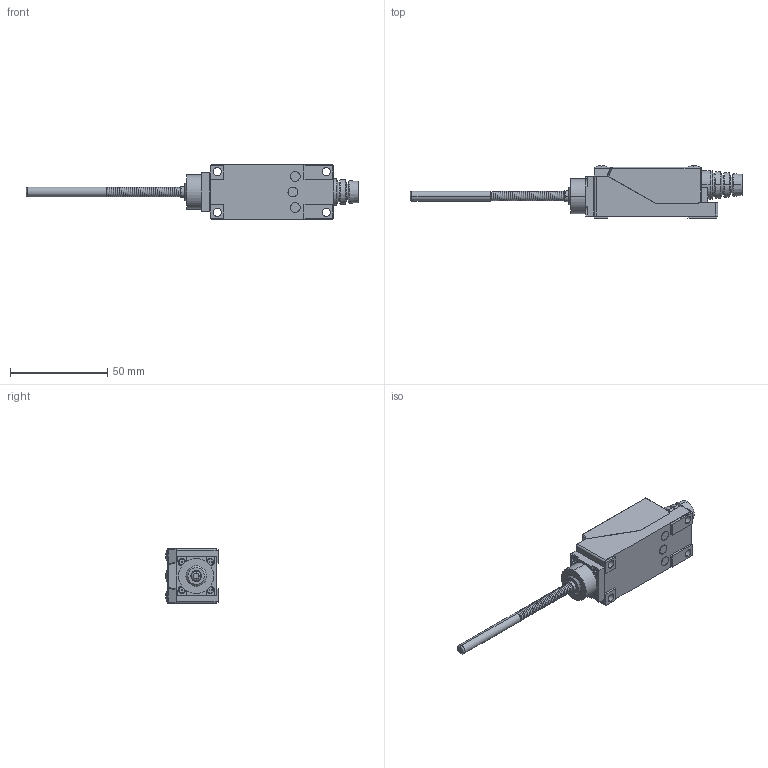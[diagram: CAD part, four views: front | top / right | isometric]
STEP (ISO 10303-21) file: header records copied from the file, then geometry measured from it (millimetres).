
FILE_DESCRIPTION (( 'STEP AP203' ), '1' );
FILE_NAME ('TZ8168.ÃÌ Êîíöåâîé âûêëþ÷àòåëü TZ-8168.STEP', '2024-08-23T07:10:29', ( '' ), ( '' ), 'SwSTEP 2.0', 'SolidWorks 2021', '' );
FILE_SCHEMA (( 'CONFIG_CONTROL_DESIGN' ));
Length unit declared in the file: millimetre
Products named in the file (1): TZ8168.ÃÌ Êîíöåâîé âûêëþ÷àòåëü TZ-8168
Bounding box: 170.6 x 26.8 x 28 mm (x, y, z)
Volume: 45672.8 mm3; surface area: 18216.9 mm2
Topology: 12 solids, 12 shells, 298 faces, 738 edges, 474 vertices
Faces by surface type: plane 187, cylinder 72, cone 22, torus 8, bspline 5, sphere 4
Entity records: 17995 total; most frequent: CARTESIAN_POINT 10820, ORIENTED_EDGE 1468, DIRECTION 1459, EDGE_CURVE 734, AXIS2_PLACEMENT_3D 489, LINE 481, VECTOR 481, VERTEX_POINT 474
